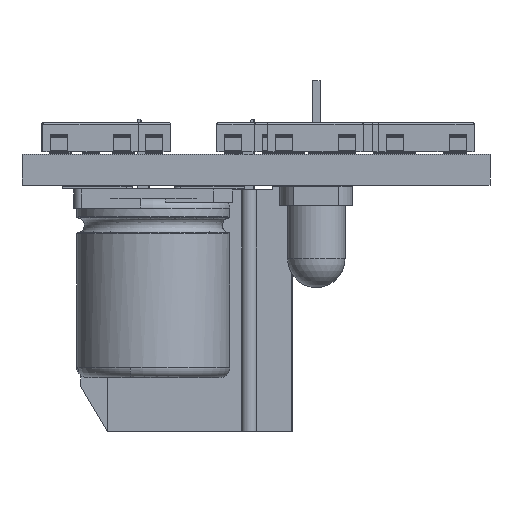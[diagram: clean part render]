
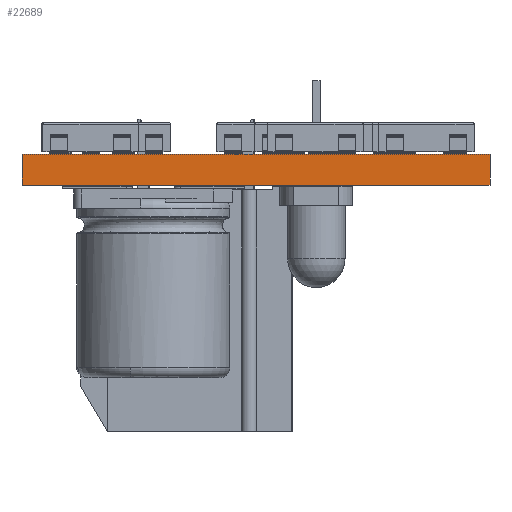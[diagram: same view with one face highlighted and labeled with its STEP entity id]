
A CAD part, left-side view. The second image highlights one B-rep face of the part: STEP entity #22689.
In plain terms, the highlighted planar face has unit normal (-1, 0.002, 0).
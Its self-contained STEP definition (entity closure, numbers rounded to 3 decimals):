
#21110 = PLANE('',#21111);
#21111 = AXIS2_PLACEMENT_3D('',#21112,#21113,#21114);
#21112 = CARTESIAN_POINT('',(135.906,-79.534,1.6));
#21113 = DIRECTION('',(-0.,-0.,-1.));
#21114 = DIRECTION('',(-1.,0.,0.));
#21138 = PLANE('',#21139);
#21139 = AXIS2_PLACEMENT_3D('',#21140,#21141,#21142);
#21140 = CARTESIAN_POINT('',(211.836,-91.44,0.));
#21141 = DIRECTION('',(0.004,-1.,0.));
#21142 = DIRECTION('',(-1.,-0.004,0.));
#21164 = PLANE('',#21165);
#21165 = AXIS2_PLACEMENT_3D('',#21166,#21167,#21168);
#21166 = CARTESIAN_POINT('',(135.906,-79.534,0.));
#21167 = DIRECTION('',(-0.,-0.,-1.));
#21168 = DIRECTION('',(-1.,0.,0.));
#21197 = PLANE('',#21198);
#21198 = AXIS2_PLACEMENT_3D('',#21199,#21200,#21201);
#21199 = CARTESIAN_POINT('',(56.642,-67.564,0.));
#21200 = DIRECTION('',(0.001,1.,-0.));
#21201 = DIRECTION('',(1.,-0.001,0.));
#21257 = VERTEX_POINT('',#21258);
#21258 = CARTESIAN_POINT('',(56.591,-91.999,1.6));
#21279 = EDGE_CURVE('',#21280,#21257,#21282,.T.);
#21280 = VERTEX_POINT('',#21281);
#21281 = CARTESIAN_POINT('',(56.591,-91.999,0.));
#21282 = SURFACE_CURVE('',#21283,(#21287,#21294),.PCURVE_S1.);
#21283 = LINE('',#21284,#21285);
#21284 = CARTESIAN_POINT('',(56.591,-91.999,0.));
#21285 = VECTOR('',#21286,1.);
#21286 = DIRECTION('',(0.,0.,1.));
#21287 = PCURVE('',#21138,#21288);
#21288 = DEFINITIONAL_REPRESENTATION('',(#21289),#21293);
#21289 = LINE('',#21290,#21291);
#21290 = CARTESIAN_POINT('',(155.246,0.));
#21291 = VECTOR('',#21292,1.);
#21292 = DIRECTION('',(0.,-1.));
#21293 = ( GEOMETRIC_REPRESENTATION_CONTEXT(2) 
PARAMETRIC_REPRESENTATION_CONTEXT() REPRESENTATION_CONTEXT('2D SPACE',''
  ) );
#21294 = PCURVE('',#21295,#21300);
#21295 = PLANE('',#21296);
#21296 = AXIS2_PLACEMENT_3D('',#21297,#21298,#21299);
#21297 = CARTESIAN_POINT('',(56.591,-91.999,0.));
#21298 = DIRECTION('',(-1.,0.002,0.));
#21299 = DIRECTION('',(0.002,1.,0.));
#21300 = DEFINITIONAL_REPRESENTATION('',(#21301),#21305);
#21301 = LINE('',#21302,#21303);
#21302 = CARTESIAN_POINT('',(0.,0.));
#21303 = VECTOR('',#21304,1.);
#21304 = DIRECTION('',(0.,-1.));
#21305 = ( GEOMETRIC_REPRESENTATION_CONTEXT(2) 
PARAMETRIC_REPRESENTATION_CONTEXT() REPRESENTATION_CONTEXT('2D SPACE',''
  ) );
#21333 = EDGE_CURVE('',#21280,#21334,#21336,.T.);
#21334 = VERTEX_POINT('',#21335);
#21335 = CARTESIAN_POINT('',(56.642,-67.564,0.));
#21336 = SURFACE_CURVE('',#21337,(#21341,#21348),.PCURVE_S1.);
#21337 = LINE('',#21338,#21339);
#21338 = CARTESIAN_POINT('',(56.591,-91.999,0.));
#21339 = VECTOR('',#21340,1.);
#21340 = DIRECTION('',(0.002,1.,0.));
#21341 = PCURVE('',#21164,#21342);
#21342 = DEFINITIONAL_REPRESENTATION('',(#21343),#21347);
#21343 = LINE('',#21344,#21345);
#21344 = CARTESIAN_POINT('',(79.315,-12.465));
#21345 = VECTOR('',#21346,1.);
#21346 = DIRECTION('',(-0.002,1.));
#21347 = ( GEOMETRIC_REPRESENTATION_CONTEXT(2) 
PARAMETRIC_REPRESENTATION_CONTEXT() REPRESENTATION_CONTEXT('2D SPACE',''
  ) );
#21348 = PCURVE('',#21295,#21349);
#21349 = DEFINITIONAL_REPRESENTATION('',(#21350),#21354);
#21350 = LINE('',#21351,#21352);
#21351 = CARTESIAN_POINT('',(0.,0.));
#21352 = VECTOR('',#21353,1.);
#21353 = DIRECTION('',(1.,0.));
#21354 = ( GEOMETRIC_REPRESENTATION_CONTEXT(2) 
PARAMETRIC_REPRESENTATION_CONTEXT() REPRESENTATION_CONTEXT('2D SPACE',''
  ) );
#22048 = EDGE_CURVE('',#21257,#22049,#22051,.T.);
#22049 = VERTEX_POINT('',#22050);
#22050 = CARTESIAN_POINT('',(56.642,-67.564,1.6));
#22051 = SURFACE_CURVE('',#22052,(#22056,#22063),.PCURVE_S1.);
#22052 = LINE('',#22053,#22054);
#22053 = CARTESIAN_POINT('',(56.591,-91.999,1.6));
#22054 = VECTOR('',#22055,1.);
#22055 = DIRECTION('',(0.002,1.,0.));
#22056 = PCURVE('',#21110,#22057);
#22057 = DEFINITIONAL_REPRESENTATION('',(#22058),#22062);
#22058 = LINE('',#22059,#22060);
#22059 = CARTESIAN_POINT('',(79.315,-12.465));
#22060 = VECTOR('',#22061,1.);
#22061 = DIRECTION('',(-0.002,1.));
#22062 = ( GEOMETRIC_REPRESENTATION_CONTEXT(2) 
PARAMETRIC_REPRESENTATION_CONTEXT() REPRESENTATION_CONTEXT('2D SPACE',''
  ) );
#22063 = PCURVE('',#21295,#22064);
#22064 = DEFINITIONAL_REPRESENTATION('',(#22065),#22069);
#22065 = LINE('',#22066,#22067);
#22066 = CARTESIAN_POINT('',(0.,-1.6));
#22067 = VECTOR('',#22068,1.);
#22068 = DIRECTION('',(1.,0.));
#22069 = ( GEOMETRIC_REPRESENTATION_CONTEXT(2) 
PARAMETRIC_REPRESENTATION_CONTEXT() REPRESENTATION_CONTEXT('2D SPACE',''
  ) );
#22666 = EDGE_CURVE('',#21334,#22049,#22667,.T.);
#22667 = SURFACE_CURVE('',#22668,(#22672,#22679),.PCURVE_S1.);
#22668 = LINE('',#22669,#22670);
#22669 = CARTESIAN_POINT('',(56.642,-67.564,0.));
#22670 = VECTOR('',#22671,1.);
#22671 = DIRECTION('',(0.,0.,1.));
#22672 = PCURVE('',#21197,#22673);
#22673 = DEFINITIONAL_REPRESENTATION('',(#22674),#22678);
#22674 = LINE('',#22675,#22676);
#22675 = CARTESIAN_POINT('',(0.,0.));
#22676 = VECTOR('',#22677,1.);
#22677 = DIRECTION('',(0.,-1.));
#22678 = ( GEOMETRIC_REPRESENTATION_CONTEXT(2) 
PARAMETRIC_REPRESENTATION_CONTEXT() REPRESENTATION_CONTEXT('2D SPACE',''
  ) );
#22679 = PCURVE('',#21295,#22680);
#22680 = DEFINITIONAL_REPRESENTATION('',(#22681),#22685);
#22681 = LINE('',#22682,#22683);
#22682 = CARTESIAN_POINT('',(24.435,0.));
#22683 = VECTOR('',#22684,1.);
#22684 = DIRECTION('',(0.,-1.));
#22685 = ( GEOMETRIC_REPRESENTATION_CONTEXT(2) 
PARAMETRIC_REPRESENTATION_CONTEXT() REPRESENTATION_CONTEXT('2D SPACE',''
  ) );
#22689 = ADVANCED_FACE('',(#22690),#21295,.T.);
#22690 = FACE_BOUND('',#22691,.T.);
#22691 = EDGE_LOOP('',(#22692,#22693,#22694,#22695));
#22692 = ORIENTED_EDGE('',*,*,#21279,.T.);
#22693 = ORIENTED_EDGE('',*,*,#22048,.T.);
#22694 = ORIENTED_EDGE('',*,*,#22666,.F.);
#22695 = ORIENTED_EDGE('',*,*,#21333,.F.);
